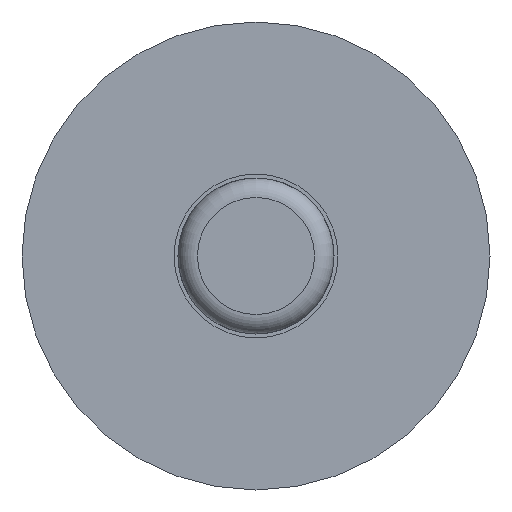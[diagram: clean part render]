
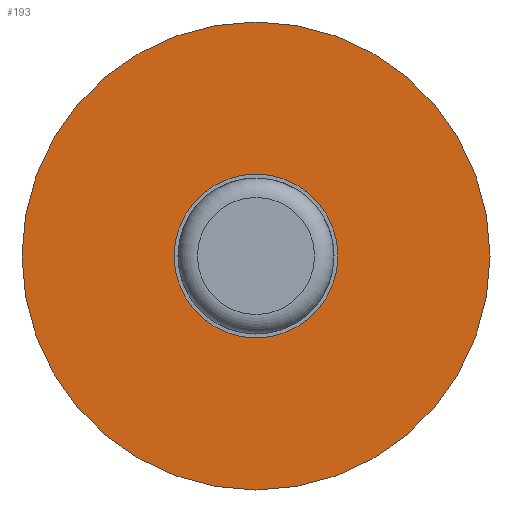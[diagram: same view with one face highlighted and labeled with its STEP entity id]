
A CAD part, left-side view. The second image highlights one B-rep face of the part: STEP entity #193.
In plain terms, the highlighted planar face has unit normal (-1, 0, 0).
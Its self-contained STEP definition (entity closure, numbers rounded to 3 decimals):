
#46 = AXIS2_PLACEMENT_3D ( 'NONE', #262, #593, #96 ) ;
#59 = CARTESIAN_POINT ( 'NONE',  ( 0., -12., 0. ) ) ;
#96 = DIRECTION ( 'NONE',  ( 0., 0., 1. ) ) ;
#107 = ORIENTED_EDGE ( 'NONE', *, *, #526, .T. ) ;
#135 = CIRCLE ( 'NONE', #1055, 12. ) ;
#182 = FACE_OUTER_BOUND ( 'NONE', #643, .T. ) ;
#189 = AXIS2_PLACEMENT_3D ( 'NONE', #485, #397, #326 ) ;
#193 = ADVANCED_FACE ( 'NONE', ( #940, #182 ), #516, .T. ) ;
#247 = CARTESIAN_POINT ( 'NONE',  ( 0., -4.2, 0. ) ) ;
#250 = DIRECTION ( 'NONE',  ( -1., 0., 0. ) ) ;
#257 = VERTEX_POINT ( 'NONE', #59 ) ;
#262 = CARTESIAN_POINT ( 'NONE',  ( 0., 0., 0. ) ) ;
#282 = CIRCLE ( 'NONE', #189, 4.2 ) ;
#294 = VERTEX_POINT ( 'NONE', #247 ) ;
#326 = DIRECTION ( 'NONE',  ( 0., -1., 0. ) ) ;
#390 = EDGE_CURVE ( 'NONE', #294, #294, #282, .T. ) ;
#397 = DIRECTION ( 'NONE',  ( 1., 0., 0. ) ) ;
#485 = CARTESIAN_POINT ( 'NONE',  ( 0., 0., 0. ) ) ;
#516 = PLANE ( 'NONE',  #46 ) ;
#526 = EDGE_CURVE ( 'NONE', #257, #257, #135, .T. ) ;
#593 = DIRECTION ( 'NONE',  ( -1., 0., 0. ) ) ;
#643 = EDGE_LOOP ( 'NONE', ( #107 ) ) ;
#731 = CARTESIAN_POINT ( 'NONE',  ( 0., 0., 0. ) ) ;
#757 = EDGE_LOOP ( 'NONE', ( #1047 ) ) ;
#848 = DIRECTION ( 'NONE',  ( 0., -1., 0. ) ) ;
#940 = FACE_BOUND ( 'NONE', #757, .T. ) ;
#1047 = ORIENTED_EDGE ( 'NONE', *, *, #390, .T. ) ;
#1055 = AXIS2_PLACEMENT_3D ( 'NONE', #731, #250, #848 ) ;
